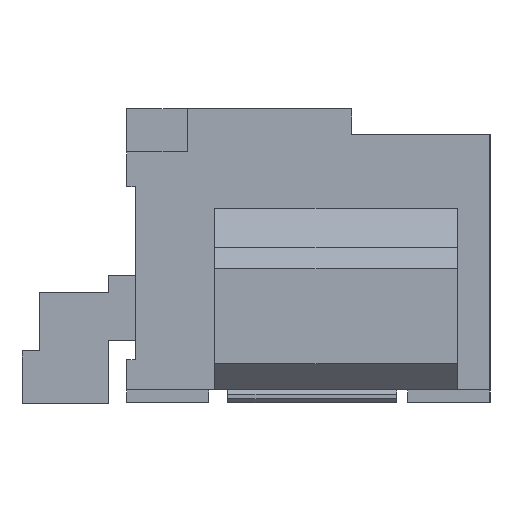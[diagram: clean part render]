
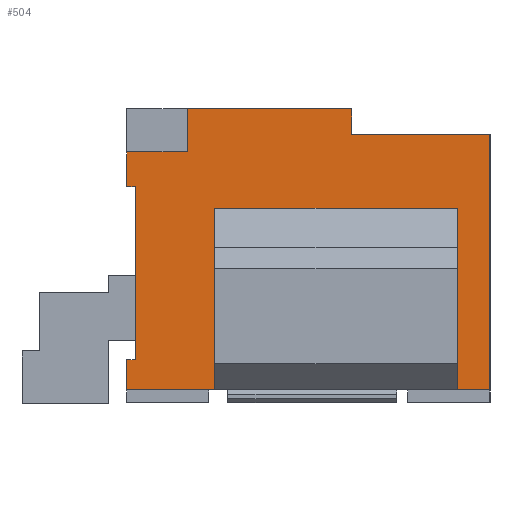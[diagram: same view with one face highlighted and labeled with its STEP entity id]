
A CAD part, left-side view. The second image highlights one B-rep face of the part: STEP entity #504.
In plain terms, the highlighted planar face has unit normal (-1, 0, 0).
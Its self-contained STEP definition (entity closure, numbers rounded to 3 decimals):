
#504 = ADVANCED_FACE( '', ( #1004 ), #1005, .T. );
#1004 = FACE_OUTER_BOUND( '', #1532, .T. );
#1005 = PLANE( '', #1533 );
#1532 = EDGE_LOOP( '', ( #2710, #2711, #2712, #2713, #2714, #2715, #2716, #2717, #2718, #2719, #2720, #2721, #2722, #2723, #2724, #2725 ) );
#1533 = AXIS2_PLACEMENT_3D( '', #2726, #2727, #2728 );
#2710 = ORIENTED_EDGE( '', *, *, #3861, .F. );
#2711 = ORIENTED_EDGE( '', *, *, #3830, .T. );
#2712 = ORIENTED_EDGE( '', *, *, #3862, .F. );
#2713 = ORIENTED_EDGE( '', *, *, #3454, .F. );
#2714 = ORIENTED_EDGE( '', *, *, #3529, .T. );
#2715 = ORIENTED_EDGE( '', *, *, #3808, .F. );
#2716 = ORIENTED_EDGE( '', *, *, #3762, .T. );
#2717 = ORIENTED_EDGE( '', *, *, #3593, .T. );
#2718 = ORIENTED_EDGE( '', *, *, #3863, .F. );
#2719 = ORIENTED_EDGE( '', *, *, #3864, .F. );
#2720 = ORIENTED_EDGE( '', *, *, #3865, .F. );
#2721 = ORIENTED_EDGE( '', *, *, #3866, .T. );
#2722 = ORIENTED_EDGE( '', *, *, #3867, .F. );
#2723 = ORIENTED_EDGE( '', *, *, #3633, .T. );
#2724 = ORIENTED_EDGE( '', *, *, #3868, .T. );
#2725 = ORIENTED_EDGE( '', *, *, #3729, .T. );
#2726 = CARTESIAN_POINT( '', ( -4., 0., 0. ) );
#2727 = DIRECTION( '', ( -1., 0., 0. ) );
#2728 = DIRECTION( '', ( 0., 0., 1. ) );
#3454 = EDGE_CURVE( '', #4172, #4174, #4175, .T. );
#3529 = EDGE_CURVE( '', #4172, #4302, #4304, .T. );
#3593 = EDGE_CURVE( '', #4404, #4402, #4405, .T. );
#3633 = EDGE_CURVE( '', #4472, #4470, #4473, .T. );
#3729 = EDGE_CURVE( '', #4620, #4617, #4621, .T. );
#3762 = EDGE_CURVE( '', #4665, #4404, #4666, .T. );
#3808 = EDGE_CURVE( '', #4665, #4302, #4727, .T. );
#3830 = EDGE_CURVE( '', #4761, #4759, #4762, .T. );
#3861 = EDGE_CURVE( '', #4761, #4617, #4800, .T. );
#3862 = EDGE_CURVE( '', #4174, #4759, #4801, .T. );
#3863 = EDGE_CURVE( '', #4802, #4402, #4803, .T. );
#3864 = EDGE_CURVE( '', #4804, #4802, #4805, .T. );
#3865 = EDGE_CURVE( '', #4806, #4804, #4807, .T. );
#3866 = EDGE_CURVE( '', #4806, #4808, #4809, .T. );
#3867 = EDGE_CURVE( '', #4472, #4808, #4810, .T. );
#3868 = EDGE_CURVE( '', #4470, #4620, #4811, .T. );
#4172 = VERTEX_POINT( '', #5206 );
#4174 = VERTEX_POINT( '', #5209 );
#4175 = LINE( '', #5210, #5211 );
#4302 = VERTEX_POINT( '', #5401 );
#4304 = LINE( '', #5404, #5405 );
#4402 = VERTEX_POINT( '', #5552 );
#4404 = VERTEX_POINT( '', #5555 );
#4405 = LINE( '', #5556, #5557 );
#4470 = VERTEX_POINT( '', #5652 );
#4472 = VERTEX_POINT( '', #5655 );
#4473 = LINE( '', #5656, #5657 );
#4617 = VERTEX_POINT( '', #5872 );
#4620 = VERTEX_POINT( '', #5876 );
#4621 = LINE( '', #5877, #5878 );
#4665 = VERTEX_POINT( '', #5949 );
#4666 = LINE( '', #5950, #5951 );
#4727 = LINE( '', #6046, #6047 );
#4759 = VERTEX_POINT( '', #6094 );
#4761 = VERTEX_POINT( '', #6097 );
#4762 = LINE( '', #6098, #6099 );
#4800 = LINE( '', #6157, #6158 );
#4801 = LINE( '', #6159, #6160 );
#4802 = VERTEX_POINT( '', #6161 );
#4803 = LINE( '', #6162, #6163 );
#4804 = VERTEX_POINT( '', #6164 );
#4805 = LINE( '', #6165, #6166 );
#4806 = VERTEX_POINT( '', #6167 );
#4807 = LINE( '', #6168, #6169 );
#4808 = VERTEX_POINT( '', #6170 );
#4809 = LINE( '', #6171, #6172 );
#4810 = LINE( '', #6173, #6174 );
#4811 = LINE( '', #6175, #6176 );
#5206 = CARTESIAN_POINT( '', ( -4., -0.5, 1.7 ) );
#5209 = CARTESIAN_POINT( '', ( -4., -0.5, 1.4 ) );
#5210 = CARTESIAN_POINT( '', ( -4., -0.5, 0. ) );
#5211 = VECTOR( '', #6471, 1000. );
#5401 = CARTESIAN_POINT( '', ( -4., 1.4, 1.7 ) );
#5404 = CARTESIAN_POINT( '', ( -4., -2.1, 1.7 ) );
#5405 = VECTOR( '', #6536, 1000. );
#5552 = CARTESIAN_POINT( '', ( -4., 2.1, 0.8 ) );
#5555 = CARTESIAN_POINT( '', ( -4., 2.1, 1.2 ) );
#5556 = CARTESIAN_POINT( '', ( -4., 2.1, 1.7 ) );
#5557 = VECTOR( '', #6587, 1000. );
#5652 = CARTESIAN_POINT( '', ( -4., 1.08, 0.55 ) );
#5655 = CARTESIAN_POINT( '', ( -4., 1.08, -1.55 ) );
#5656 = CARTESIAN_POINT( '', ( -4., 1.08, -1.7 ) );
#5657 = VECTOR( '', #6619, 1000. );
#5872 = CARTESIAN_POINT( '', ( -4., -1.72, -1.55 ) );
#5876 = CARTESIAN_POINT( '', ( -4., -1.72, 0.55 ) );
#5877 = CARTESIAN_POINT( '', ( -4., -1.72, 0.1 ) );
#5878 = VECTOR( '', #6692, 1000. );
#5949 = CARTESIAN_POINT( '', ( -4., 1.4, 1.2 ) );
#5950 = CARTESIAN_POINT( '', ( -4., 1.4, 1.2 ) );
#5951 = VECTOR( '', #6720, 1000. );
#6046 = CARTESIAN_POINT( '', ( -4., 1.4, 1.2 ) );
#6047 = VECTOR( '', #6755, 1000. );
#6094 = CARTESIAN_POINT( '', ( -4., -2.1, 1.4 ) );
#6097 = CARTESIAN_POINT( '', ( -4., -2.1, -1.55 ) );
#6098 = CARTESIAN_POINT( '', ( -4., -2.1, -1.7 ) );
#6099 = VECTOR( '', #6772, 1000. );
#6157 = CARTESIAN_POINT( '', ( -4., 0., -1.55 ) );
#6158 = VECTOR( '', #6793, 1000. );
#6159 = CARTESIAN_POINT( '', ( -4., 0., 1.4 ) );
#6160 = VECTOR( '', #6794, 1000. );
#6161 = CARTESIAN_POINT( '', ( -4., 2., 0.8 ) );
#6162 = CARTESIAN_POINT( '', ( -4., 0., 0.8 ) );
#6163 = VECTOR( '', #6795, 1000. );
#6164 = CARTESIAN_POINT( '', ( -4., 2., -1.2 ) );
#6165 = CARTESIAN_POINT( '', ( -4., 2., 0. ) );
#6166 = VECTOR( '', #6796, 1000. );
#6167 = CARTESIAN_POINT( '', ( -4., 2.1, -1.2 ) );
#6168 = CARTESIAN_POINT( '', ( -4., 0., -1.2 ) );
#6169 = VECTOR( '', #6797, 1000. );
#6170 = CARTESIAN_POINT( '', ( -4., 2.1, -1.55 ) );
#6171 = CARTESIAN_POINT( '', ( -4., 2.1, 1.7 ) );
#6172 = VECTOR( '', #6798, 1000. );
#6173 = CARTESIAN_POINT( '', ( -4., 0., -1.55 ) );
#6174 = VECTOR( '', #6799, 1000. );
#6175 = CARTESIAN_POINT( '', ( -4., -1.72, 0.55 ) );
#6176 = VECTOR( '', #6800, 1000. );
#6471 = DIRECTION( '', ( 0., 0., -1. ) );
#6536 = DIRECTION( '', ( 0., 1., 0. ) );
#6587 = DIRECTION( '', ( 0., 0., -1. ) );
#6619 = DIRECTION( '', ( 0., 0., 1. ) );
#6692 = DIRECTION( '', ( 0., 0., -1. ) );
#6720 = DIRECTION( '', ( 0., 1., 0. ) );
#6755 = DIRECTION( '', ( 0., 0., 1. ) );
#6772 = DIRECTION( '', ( 0., 0., 1. ) );
#6793 = DIRECTION( '', ( 0., 1., 0. ) );
#6794 = DIRECTION( '', ( 0., -1., 0. ) );
#6795 = DIRECTION( '', ( 0., 1., 0. ) );
#6796 = DIRECTION( '', ( 0., 0., 1. ) );
#6797 = DIRECTION( '', ( 0., -1., 0. ) );
#6798 = DIRECTION( '', ( 0., 0., -1. ) );
#6799 = DIRECTION( '', ( 0., 1., 0. ) );
#6800 = DIRECTION( '', ( 0., -1., 0. ) );
